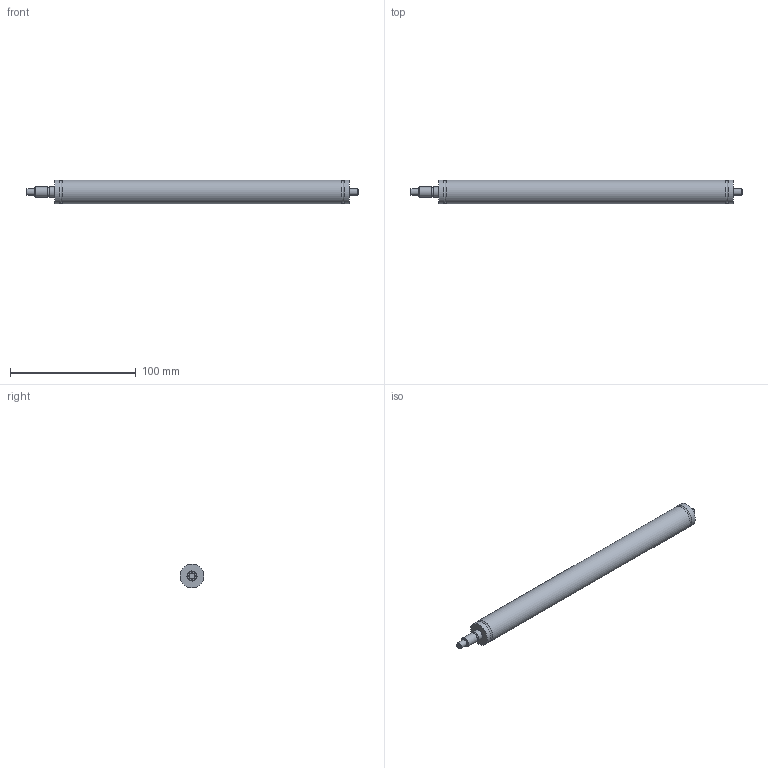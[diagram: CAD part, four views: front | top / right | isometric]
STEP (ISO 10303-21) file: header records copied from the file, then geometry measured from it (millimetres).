
FILE_DESCRIPTION(/* description */ ('Kolbenstange'),/* implementation_level */ '2;1');
FILE_NAME(/* name */ 'Gaszugfeder 6-19 Hub 150.stp',/* time_stamp */ '2018-11-13T14:45:20+01:00',/* author */ ('dlamberti'),/* organization */ (''),/* preprocessor_version */ 'ST-DEVELOPER v16.1',/* originating_system */ 'Autodesk Inventor 2016',/* authorisation */ '');
FILE_SCHEMA (('AUTOMOTIVE_DESIGN { 1 0 10303 214 3 1 1 }'));
Length unit declared in the file: millimetre
Products named in the file (4): ENG-007192; ENG-002667; GEW_-S-000005; Baugruppe1
Assembly tree (3 placements, depth 2):
  Baugruppe1
    ENG-007192
    ENG-002667
    GEW_-S-000005
Bounding box: 264 x 19 x 19 mm (x, y, z)
Volume: 71515.4 mm3; surface area: 18180.1 mm2
Topology: 3 solids, 3 shells, 22 faces, 33 edges, 19 vertices
Faces by surface type: cylinder 8, plane 8, torus 3, cone 3
Full cylindrical faces by diameter (mm): 5 x2, 6 x1, 8 x2, 19 x3
Entity records: 518 total; most frequent: DIRECTION 96, CARTESIAN_POINT 67, AXIS2_PLACEMENT_3D 48, EDGE_LOOP 38, ORIENTED_EDGE 38, FACE_OUTER_BOUND 22, ADVANCED_FACE 22, CIRCLE 19
